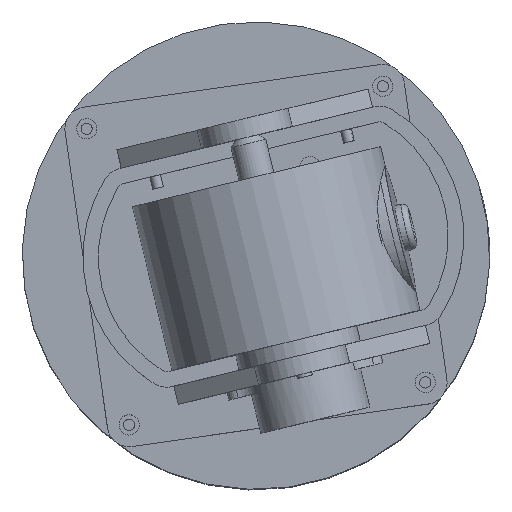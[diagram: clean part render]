
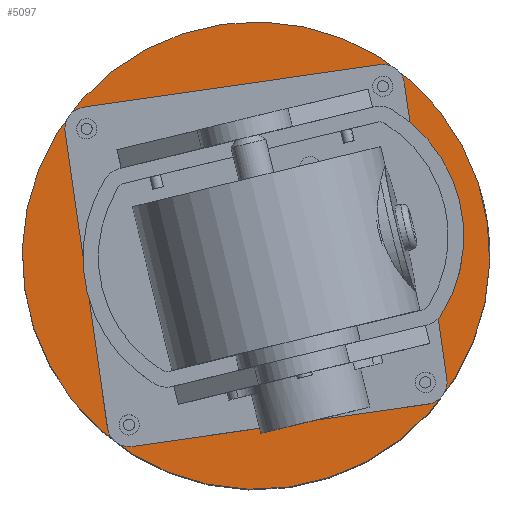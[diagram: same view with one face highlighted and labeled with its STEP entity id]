
A CAD part, top view. The second image highlights one B-rep face of the part: STEP entity #5097.
In plain terms, the highlighted face is planar.
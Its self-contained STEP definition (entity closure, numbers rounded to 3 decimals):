
#348=FACE_BOUND('',#1184,.T.);
#349=FACE_BOUND('',#1185,.T.);
#350=FACE_BOUND('',#1186,.T.);
#351=FACE_BOUND('',#1187,.T.);
#352=FACE_BOUND('',#1188,.T.);
#485=PLANE('',#5909);
#768=FACE_OUTER_BOUND('',#1183,.T.);
#1183=EDGE_LOOP('',(#4528));
#1184=EDGE_LOOP('',(#4529));
#1185=EDGE_LOOP('',(#4530));
#1186=EDGE_LOOP('',(#4531));
#1187=EDGE_LOOP('',(#4532));
#1188=EDGE_LOOP('',(#4533));
#2153=CIRCLE('',#5877,2.);
#2155=CIRCLE('',#5881,2.);
#2157=CIRCLE('',#5885,2.);
#2159=CIRCLE('',#5889,2.);
#2161=CIRCLE('',#5894,10.);
#2168=CIRCLE('',#5906,75.);
#2580=VERTEX_POINT('',#9306);
#2582=VERTEX_POINT('',#9313);
#2584=VERTEX_POINT('',#9320);
#2586=VERTEX_POINT('',#9327);
#2594=VERTEX_POINT('',#9418);
#2601=VERTEX_POINT('',#9441);
#3223=EDGE_CURVE('',#2580,#2580,#2153,.T.);
#3226=EDGE_CURVE('',#2582,#2582,#2155,.T.);
#3229=EDGE_CURVE('',#2584,#2584,#2157,.T.);
#3232=EDGE_CURVE('',#2586,#2586,#2159,.T.);
#3242=EDGE_CURVE('',#2594,#2594,#2161,.T.);
#3253=EDGE_CURVE('',#2601,#2601,#2168,.T.);
#4528=ORIENTED_EDGE('',*,*,#3253,.T.);
#4529=ORIENTED_EDGE('',*,*,#3223,.T.);
#4530=ORIENTED_EDGE('',*,*,#3226,.T.);
#4531=ORIENTED_EDGE('',*,*,#3229,.T.);
#4532=ORIENTED_EDGE('',*,*,#3232,.T.);
#4533=ORIENTED_EDGE('',*,*,#3242,.T.);
#5097=ADVANCED_FACE('',(#768,#348,#349,#350,#351,#352),#485,.T.);
#5877=AXIS2_PLACEMENT_3D('',#9307,#7342,#7343);
#5881=AXIS2_PLACEMENT_3D('',#9314,#7351,#7352);
#5885=AXIS2_PLACEMENT_3D('',#9321,#7360,#7361);
#5889=AXIS2_PLACEMENT_3D('',#9328,#7369,#7370);
#5894=AXIS2_PLACEMENT_3D('',#9419,#7381,#7382);
#5906=AXIS2_PLACEMENT_3D('',#9442,#7409,#7410);
#5909=AXIS2_PLACEMENT_3D('',#9448,#7417,#7418);
#7342=DIRECTION('center_axis',(0.,-1.,0.));
#7343=DIRECTION('ref_axis',(-1.,0.,0.));
#7351=DIRECTION('center_axis',(0.,-1.,0.));
#7352=DIRECTION('ref_axis',(-1.,0.,0.));
#7360=DIRECTION('center_axis',(0.,-1.,0.));
#7361=DIRECTION('ref_axis',(-1.,0.,0.));
#7369=DIRECTION('center_axis',(0.,-1.,0.));
#7370=DIRECTION('ref_axis',(-1.,0.,0.));
#7381=DIRECTION('center_axis',(0.,-1.,0.));
#7382=DIRECTION('ref_axis',(-1.,0.,0.));
#7409=DIRECTION('center_axis',(0.,1.,0.));
#7410=DIRECTION('ref_axis',(1.,0.,0.));
#7417=DIRECTION('center_axis',(0.,1.,0.));
#7418=DIRECTION('ref_axis',(0.,0.,1.));
#9306=CARTESIAN_POINT('',(50.,100.,-48.));
#9307=CARTESIAN_POINT('Origin',(48.,100.,-48.));
#9313=CARTESIAN_POINT('',(50.,100.,48.));
#9314=CARTESIAN_POINT('Origin',(48.,100.,48.));
#9320=CARTESIAN_POINT('',(-46.,100.,48.));
#9321=CARTESIAN_POINT('Origin',(-48.,100.,48.));
#9327=CARTESIAN_POINT('',(-46.,100.,-48.));
#9328=CARTESIAN_POINT('Origin',(-48.,100.,-48.));
#9418=CARTESIAN_POINT('',(25.,100.,0.));
#9419=CARTESIAN_POINT('Origin',(15.,100.,0.));
#9441=CARTESIAN_POINT('',(-75.,100.,0.));
#9442=CARTESIAN_POINT('Origin',(0.,100.,0.));
#9448=CARTESIAN_POINT('Origin',(0.,100.,0.));
